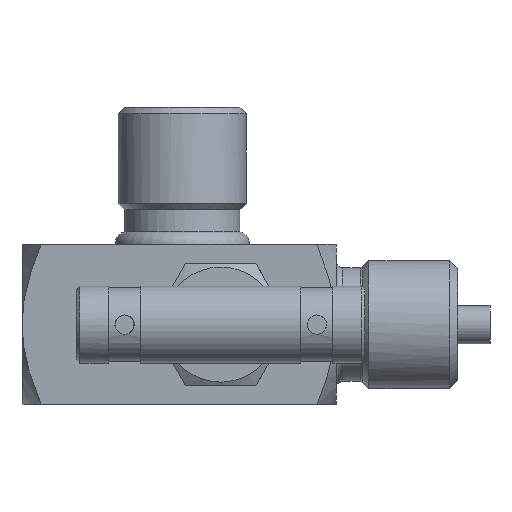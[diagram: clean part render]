
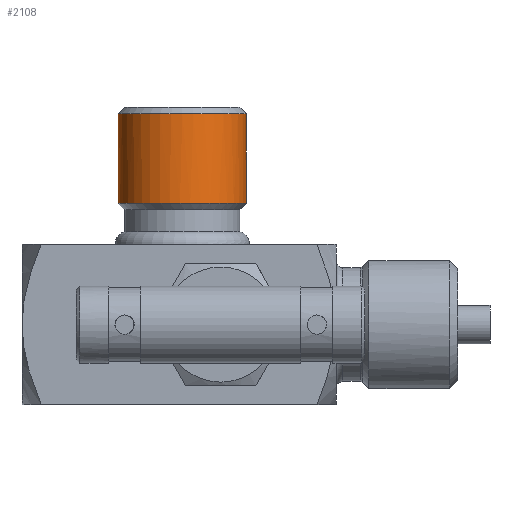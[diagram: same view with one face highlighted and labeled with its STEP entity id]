
A CAD part, front view. The second image highlights one B-rep face of the part: STEP entity #2108.
In plain terms, the highlighted cylindrical face has radius 10 mm (diameter 20 mm), a full revolution.
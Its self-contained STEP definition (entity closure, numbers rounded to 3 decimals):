
#2108=ADVANCED_FACE('',(#3826,#3828),#3830,.T.);
#3826=FACE_BOUND('',#3827,.T.);
#3827=EDGE_LOOP('',(#5056,#5057));
#3828=FACE_OUTER_BOUND('',#3829,.T.);
#3829=EDGE_LOOP('',(#5058));
#3830=CYLINDRICAL_SURFACE('',#3831,10.);
#3831=AXIS2_PLACEMENT_3D('',#3832,#3833,#3834);
#3832=CARTESIAN_POINT('',(0.,0.,0.));
#3833=DIRECTION('',(0.,1.,0.));
#3834=DIRECTION('',(0.,0.,1.));
#5056=ORIENTED_EDGE('',*,*,#5506,.T.);
#5057=ORIENTED_EDGE('',*,*,#5505,.T.);
#5058=ORIENTED_EDGE('',*,*,#5502,.T.);
#5502=EDGE_CURVE('',#5953,#5953,#5954,.T.);
#5505=EDGE_CURVE('',#5959,#5960,#5961,.T.);
#5506=EDGE_CURVE('',#5960,#5959,#5962,.T.);
#5953=VERTEX_POINT('',#9846);
#5954=B_SPLINE_CURVE_WITH_KNOTS('',3,
(#9847,#9848,#9849,#9850,#9851,#9852,#9853,#9854,#9855,#9856,#9857,#9858,#9859,#9860,
#9861,#9862,#9863,#9864,#9865,#9866,#9867,#9868,#9869,#9870,#9871,#9872,#9873,#9874,
#9875,#9876,#9877,#9878,#9879,#9880,#9881,#9882,#9883,#9884,#9885,#9886,#9887,#9888,
#9889,#9890,#9891,#9892,#9893,#9894,#9895,#9896,#9897,#9898,#9899,#9900,#9901,#9902,
#9903,#9904,#9905,#9906,#9907,#9908,#9909,#9910,#9911,#9912,#9913,#9914,#9915,#9916,
#9917,#9918,#9919,#9920,#9921,#9922,#9923,#9924,#9925,#9926,#9927,#9928,#9929,#9930,
#9931,#9932,#9933,#9934,#9935,#9936,#9937,#9938,#9939,#9940,#9941,#9942,#9943,#9944,
#9945,#9946,#9947,#9948,#9949,#9950,#9951),
.UNSPECIFIED.,.T.,.F.,
(4,1,1,1,1,1,1,1,1,1,1,1,1,1,1,1,1,1,1,1,1,1,1,1,1,1,1,1,1,1,1,1,1,1,1,1,1,1,1,1,
1,1,1,1,1,1,1,1,1,1,3,1,1,1,1,1,1,1,1,1,1,1,1,1,1,1,1,1,1,1,1,1,1,1,1,1,1,1,1,1,
1,1,1,1,1,1,1,1,1,1,1,1,1,1,1,1,1,1,1,1,4),
(0.,0.01,0.02,0.03,0.04,
0.05,0.06,0.07,0.08,0.09,
0.1,0.11,0.12,0.13,0.14,
0.15,0.16,0.17,0.18,0.19,
0.2,0.21,0.22,0.23,0.24,
0.25,0.26,0.27,0.28,0.29,
0.3,0.31,0.32,0.33,0.34,
0.35,0.36,0.37,0.38,0.39,
0.4,0.41,0.42,0.43,0.44,
0.45,0.46,0.47,0.48,0.49,
0.5,0.51,0.52,0.53,0.54,
0.55,0.56,0.57,0.58,0.59,
0.6,0.61,0.62,0.63,0.64,
0.65,0.66,0.67,0.68,0.69,
0.7,0.71,0.72,0.73,0.74,
0.75,0.76,0.77,0.78,0.79,
0.8,0.81,0.82,0.83,0.84,
0.85,0.86,0.87,0.88,0.89,
0.9,0.91,0.92,0.93,0.94,
0.95,0.96,0.97,0.98,0.99,
1.),
.UNSPECIFIED.);
#5959=VERTEX_POINT('',#10063);
#5960=VERTEX_POINT('',#10064);
#5961=CIRCLE('',#10065,10.);
#5962=CIRCLE('',#10069,10.);
#9846=CARTESIAN_POINT('',(0.,10.,10.));
#9847=CARTESIAN_POINT('',(0.,10.,10.));
#9848=CARTESIAN_POINT('',(0.209,10.,10.));
#9849=CARTESIAN_POINT('',(0.628,10.,9.987));
#9850=CARTESIAN_POINT('',(1.254,10.,9.928));
#9851=CARTESIAN_POINT('',(1.875,10.,9.829));
#9852=CARTESIAN_POINT('',(2.489,10.,9.692));
#9853=CARTESIAN_POINT('',(3.093,10.,9.517));
#9854=CARTESIAN_POINT('',(3.684,10.,9.304));
#9855=CARTESIAN_POINT('',(4.261,10.,9.054));
#9856=CARTESIAN_POINT('',(4.821,10.,8.768));
#9857=CARTESIAN_POINT('',(5.363,10.,8.448));
#9858=CARTESIAN_POINT('',(5.883,10.,8.095));
#9859=CARTESIAN_POINT('',(6.379,10.,7.71));
#9860=CARTESIAN_POINT('',(6.851,10.,7.294));
#9861=CARTESIAN_POINT('',(7.295,10.,6.849));
#9862=CARTESIAN_POINT('',(7.711,10.,6.377));
#9863=CARTESIAN_POINT('',(8.096,10.,5.881));
#9864=CARTESIAN_POINT('',(8.45,10.,5.36));
#9865=CARTESIAN_POINT('',(8.77,10.,4.819));
#9866=CARTESIAN_POINT('',(9.055,10.,4.259));
#9867=CARTESIAN_POINT('',(9.305,10.,3.682));
#9868=CARTESIAN_POINT('',(9.517,10.,3.09));
#9869=CARTESIAN_POINT('',(9.693,10.,2.487));
#9870=CARTESIAN_POINT('',(9.83,10.,1.873));
#9871=CARTESIAN_POINT('',(9.928,10.,1.252));
#9872=CARTESIAN_POINT('',(9.987,10.,0.626));
#9873=CARTESIAN_POINT('',(10.007,10.,-0.003));
#9874=CARTESIAN_POINT('',(9.987,10.,-0.631));
#9875=CARTESIAN_POINT('',(9.927,10.,-1.257));
#9876=CARTESIAN_POINT('',(9.829,10.,-1.878));
#9877=CARTESIAN_POINT('',(9.691,10.,-2.491));
#9878=CARTESIAN_POINT('',(9.516,10.,-3.095));
#9879=CARTESIAN_POINT('',(9.303,10.,-3.687));
#9880=CARTESIAN_POINT('',(9.053,10.,-4.263));
#9881=CARTESIAN_POINT('',(8.767,10.,-4.824));
#9882=CARTESIAN_POINT('',(8.447,10.,-5.365));
#9883=CARTESIAN_POINT('',(8.093,10.,-5.885));
#9884=CARTESIAN_POINT('',(7.708,10.,-6.381));
#9885=CARTESIAN_POINT('',(7.292,10.,-6.853));
#9886=CARTESIAN_POINT('',(6.847,10.,-7.297));
#9887=CARTESIAN_POINT('',(6.375,10.,-7.713));
#9888=CARTESIAN_POINT('',(5.878,10.,-8.098));
#9889=CARTESIAN_POINT('',(5.358,10.,-8.451));
#9890=CARTESIAN_POINT('',(4.817,10.,-8.771));
#9891=CARTESIAN_POINT('',(4.257,10.,-9.056));
#9892=CARTESIAN_POINT('',(3.68,10.,-9.306));
#9893=CARTESIAN_POINT('',(3.088,10.,-9.518));
#9894=CARTESIAN_POINT('',(2.484,10.,-9.693));
#9895=CARTESIAN_POINT('',(1.87,10.,-9.83));
#9896=CARTESIAN_POINT('',(1.249,10.,-9.928));
#9897=CARTESIAN_POINT('',(0.625,10.,-9.987));
#9898=CARTESIAN_POINT('',(0.208,10.,-10.));
#9899=CARTESIAN_POINT('',(0.,10.,-10.));
#9900=CARTESIAN_POINT('',(-0.209,10.,-10.));
#9901=CARTESIAN_POINT('',(-0.628,10.,-9.987));
#9902=CARTESIAN_POINT('',(-1.254,10.,-9.928));
#9903=CARTESIAN_POINT('',(-1.875,10.,-9.829));
#9904=CARTESIAN_POINT('',(-2.489,10.,-9.692));
#9905=CARTESIAN_POINT('',(-3.093,10.,-9.517));
#9906=CARTESIAN_POINT('',(-3.684,10.,-9.304));
#9907=CARTESIAN_POINT('',(-4.261,10.,-9.054));
#9908=CARTESIAN_POINT('',(-4.821,10.,-8.768));
#9909=CARTESIAN_POINT('',(-5.363,10.,-8.448));
#9910=CARTESIAN_POINT('',(-5.883,10.,-8.095));
#9911=CARTESIAN_POINT('',(-6.379,10.,-7.71));
#9912=CARTESIAN_POINT('',(-6.851,10.,-7.294));
#9913=CARTESIAN_POINT('',(-7.295,10.,-6.849));
#9914=CARTESIAN_POINT('',(-7.711,10.,-6.377));
#9915=CARTESIAN_POINT('',(-8.096,10.,-5.881));
#9916=CARTESIAN_POINT('',(-8.45,10.,-5.36));
#9917=CARTESIAN_POINT('',(-8.77,10.,-4.819));
#9918=CARTESIAN_POINT('',(-9.055,10.,-4.259));
#9919=CARTESIAN_POINT('',(-9.305,10.,-3.682));
#9920=CARTESIAN_POINT('',(-9.517,10.,-3.09));
#9921=CARTESIAN_POINT('',(-9.693,10.,-2.487));
#9922=CARTESIAN_POINT('',(-9.83,10.,-1.873));
#9923=CARTESIAN_POINT('',(-9.928,10.,-1.252));
#9924=CARTESIAN_POINT('',(-9.987,10.,-0.626));
#9925=CARTESIAN_POINT('',(-10.007,10.,0.003));
#9926=CARTESIAN_POINT('',(-9.987,10.,0.631));
#9927=CARTESIAN_POINT('',(-9.927,10.,1.257));
#9928=CARTESIAN_POINT('',(-9.829,10.,1.878));
#9929=CARTESIAN_POINT('',(-9.691,10.,2.491));
#9930=CARTESIAN_POINT('',(-9.516,10.,3.095));
#9931=CARTESIAN_POINT('',(-9.303,10.,3.687));
#9932=CARTESIAN_POINT('',(-9.053,10.,4.263));
#9933=CARTESIAN_POINT('',(-8.767,10.,4.824));
#9934=CARTESIAN_POINT('',(-8.447,10.,5.365));
#9935=CARTESIAN_POINT('',(-8.093,10.,5.885));
#9936=CARTESIAN_POINT('',(-7.708,10.,6.381));
#9937=CARTESIAN_POINT('',(-7.292,10.,6.853));
#9938=CARTESIAN_POINT('',(-6.847,10.,7.297));
#9939=CARTESIAN_POINT('',(-6.375,10.,7.713));
#9940=CARTESIAN_POINT('',(-5.878,10.,8.098));
#9941=CARTESIAN_POINT('',(-5.358,10.,8.451));
#9942=CARTESIAN_POINT('',(-4.817,10.,8.771));
#9943=CARTESIAN_POINT('',(-4.257,10.,9.056));
#9944=CARTESIAN_POINT('',(-3.68,10.,9.306));
#9945=CARTESIAN_POINT('',(-3.088,10.,9.518));
#9946=CARTESIAN_POINT('',(-2.484,10.,9.693));
#9947=CARTESIAN_POINT('',(-1.87,10.,9.83));
#9948=CARTESIAN_POINT('',(-1.249,10.,9.928));
#9949=CARTESIAN_POINT('',(-0.625,10.,9.987));
#9950=CARTESIAN_POINT('',(-0.208,10.,10.));
#9951=CARTESIAN_POINT('',(0.,10.,10.));
#10063=CARTESIAN_POINT('',(0.,24.,-10.));
#10064=CARTESIAN_POINT('',(0.,24.,10.));
#10065=AXIS2_PLACEMENT_3D('',#10066,#10067,#10068);
#10066=CARTESIAN_POINT('',(0.,24.,0.));
#10067=DIRECTION('',(0.,-1.,0.));
#10068=DIRECTION('',(0.,0.,-1.));
#10069=AXIS2_PLACEMENT_3D('',#10070,#10071,#10072);
#10070=CARTESIAN_POINT('',(0.,24.,0.));
#10071=DIRECTION('',(0.,-1.,0.));
#10072=DIRECTION('',(0.,0.,1.));
